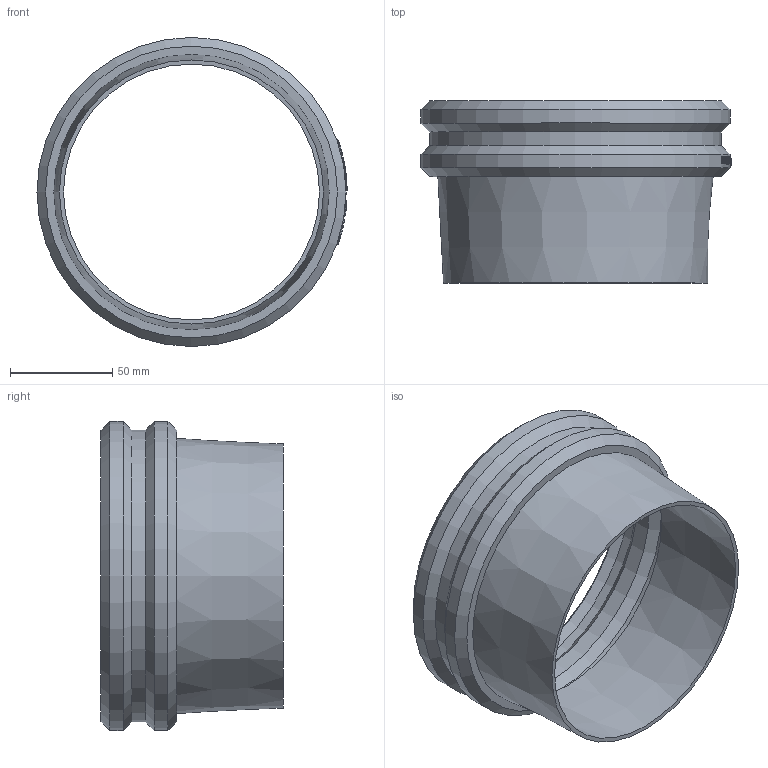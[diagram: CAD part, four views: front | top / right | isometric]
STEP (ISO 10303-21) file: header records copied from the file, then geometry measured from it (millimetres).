
FILE_DESCRIPTION(/* description */ ('2mm 304L Stainless Steel sheet','CAx-IF Rec.Pracs.---Representation and Presentation of Product Manufacturing Information (PMI)---4.0---2014-10-13'),/* implementation_level */ '2;1');
FILE_NAME(/* name */ '18-166.stp',/* time_stamp */ '2018-03-15T09:26:14+13:00',/* author */ ('Brian'),/* organization */ ('BFM® Global Ltd'),/* preprocessor_version */ 'ST-DEVELOPER v17',/* originating_system */ 'Autodesk Inventor 2018',/* authorisation */ 'BFM Global Ltd');
FILE_SCHEMA (('AP242_MANAGED_MODEL_BASED_3D_ENGINEERING_MIM_LF { 1 0 10303 442 1 1 4 }'));
Length unit declared in the file: millimetre
Products named in the file (1): 18-166
Bounding box: 151.5 x 88.98 x 151 mm (x, y, z)
Volume: 85487.6 mm3; surface area: 87296.2 mm2
Topology: 1 solids, 1 shells, 330 faces, 898 edges, 600 vertices
Faces by surface type: plane 156, bspline 126, cylinder 36, cone 12
Full cylindrical faces by diameter (mm): 138.5 x1, 142.5 x1, 147 x2, 151 x2
Entity records: 13575 total; most frequent: CARTESIAN_POINT 5831, ORIENTED_EDGE 1796, DIRECTION 1252, EDGE_CURVE 898, VERTEX_POINT 600, LINE 450, VECTOR 450, AXIS2_PLACEMENT_3D 401
